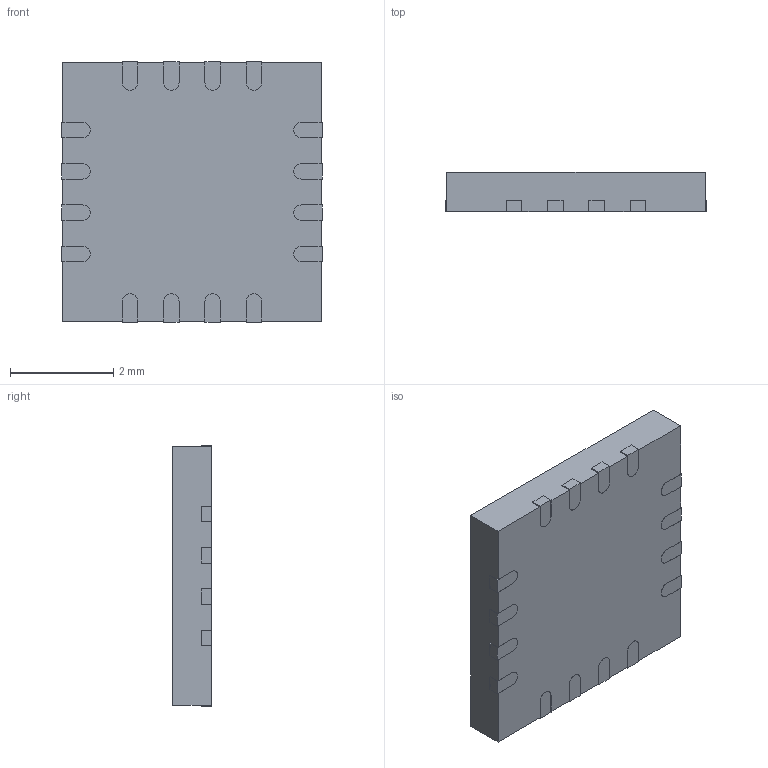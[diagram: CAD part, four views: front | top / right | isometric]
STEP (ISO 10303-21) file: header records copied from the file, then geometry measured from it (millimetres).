
FILE_DESCRIPTION (( 'STEP AP214' ), '1' );
FILE_NAME ('2CAD4AA7-8071-4361-BEAC-BA1C84378AED.STEP', '2009-01-16T17:23:33', ( 'sysAdmin' ), ( 'SolidWorks' ), 'SwSTEP 2.0', 'SolidWorks 2009', '' );
FILE_SCHEMA (( 'AUTOMOTIVE_DESIGN' ));
Length unit declared in the file: millimetre
Products named in the file (1): 2CAD4AA7-8071-4361-BEAC-BA1C84378AED
Bounding box: 5.04 x 0.75 x 5.04 mm (x, y, z)
Volume: 18.8 mm3; surface area: 65.4 mm2
Topology: 1 solids, 1 shells, 213 faces, 600 edges, 400 vertices
Faces by surface type: plane 156, bspline 35, cylinder 22
Entity records: 11190 total; most frequent: CARTESIAN_POINT 3505, ORIENTED_EDGE 1200, DIRECTION 932, EDGE_CURVE 600, LINE 486, VECTOR 486, VERTEX_POINT 400, EDGE_LOOP 224
